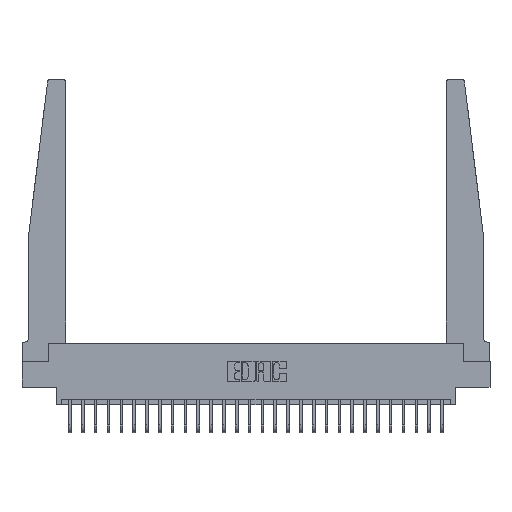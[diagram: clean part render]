
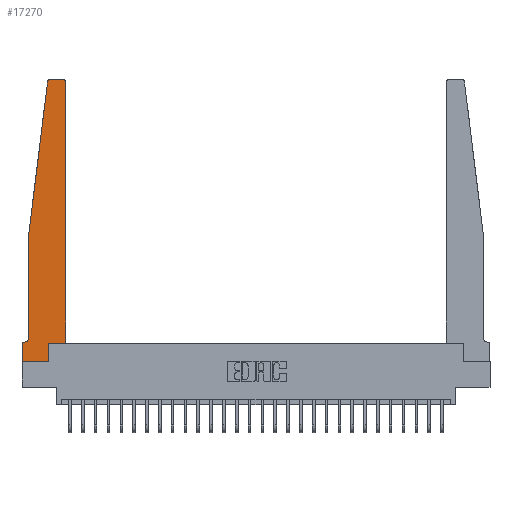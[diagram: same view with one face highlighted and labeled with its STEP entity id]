
A CAD part, top view. The second image highlights one B-rep face of the part: STEP entity #17270.
In plain terms, the highlighted planar face has unit normal (0, 0, 1).
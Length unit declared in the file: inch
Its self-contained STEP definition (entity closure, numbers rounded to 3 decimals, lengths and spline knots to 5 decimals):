
#146 = DIRECTION ( 'NONE',  ( 1., 0., 0. ) ) ;
#462 = VECTOR ( 'NONE', #28313, 39.37008 ) ;
#902 = EDGE_CURVE ( 'NONE', #5781, #6620, #13155, .T. ) ;
#1052 = EDGE_LOOP ( 'NONE', ( #6584, #17345, #12893, #3739, #14139, #24753, #5452, #16740, #21425, #12820, #12681, #10436 ) ) ;
#1057 = LINE ( 'NONE', #22992, #22187 ) ;
#1119 = DIRECTION ( 'NONE',  ( 1., 0., 0. ) ) ;
#1229 = DIRECTION ( 'NONE',  ( 0., -1., 0. ) ) ;
#2387 = EDGE_CURVE ( 'NONE', #6620, #16955, #17333, .T. ) ;
#2826 = CARTESIAN_POINT ( 'NONE',  ( 0., 0., 0.37 ) ) ;
#2904 = DIRECTION ( 'NONE',  ( -1., 0., 0. ) ) ;
#3326 = VERTEX_POINT ( 'NONE', #4358 ) ;
#3358 = LINE ( 'NONE', #7680, #9146 ) ;
#3739 = ORIENTED_EDGE ( 'NONE', *, *, #16031, .T. ) ;
#3824 = CARTESIAN_POINT ( 'NONE',  ( 0.065, 0.2375, 0.37 ) ) ;
#4086 = VERTEX_POINT ( 'NONE', #3824 ) ;
#4358 = CARTESIAN_POINT ( 'NONE',  ( 0.27653, 2.75, 0.37 ) ) ;
#4420 = EDGE_CURVE ( 'NONE', #13606, #5413, #20584, .T. ) ;
#4427 = CARTESIAN_POINT ( 'NONE',  ( 0., 0., 0.37 ) ) ;
#5413 = VERTEX_POINT ( 'NONE', #24772 ) ;
#5452 = ORIENTED_EDGE ( 'NONE', *, *, #902, .T. ) ;
#5745 = VECTOR ( 'NONE', #24136, 39.37008 ) ;
#5781 = VERTEX_POINT ( 'NONE', #14273 ) ;
#6492 = CARTESIAN_POINT ( 'NONE',  ( 0.425, 0.18, 0.37 ) ) ;
#6584 = ORIENTED_EDGE ( 'NONE', *, *, #13438, .T. ) ;
#6619 = VERTEX_POINT ( 'NONE', #11289 ) ;
#6620 = VERTEX_POINT ( 'NONE', #23813 ) ;
#7415 = CARTESIAN_POINT ( 'NONE',  ( 0.27653, 2.72, 0.37 ) ) ;
#7445 = CARTESIAN_POINT ( 'NONE',  ( 0.2605, 0.18, 0.37 ) ) ;
#7487 = EDGE_CURVE ( 'NONE', #7729, #6619, #17529, .T. ) ;
#7538 = VERTEX_POINT ( 'NONE', #23712 ) ;
#7680 = CARTESIAN_POINT ( 'NONE',  ( 0.065, 1.25, 0.37 ) ) ;
#7729 = VERTEX_POINT ( 'NONE', #20401 ) ;
#7737 = VECTOR ( 'NONE', #19763, 39.37008 ) ;
#8301 = VECTOR ( 'NONE', #146, 39.37008 ) ;
#8734 = CARTESIAN_POINT ( 'NONE',  ( 0.25, 2.75, 0.37 ) ) ;
#9146 = VECTOR ( 'NONE', #1229, 39.37008 ) ;
#9973 = CIRCLE ( 'NONE', #27854, 0.03 ) ;
#10436 = ORIENTED_EDGE ( 'NONE', *, *, #14482, .T. ) ;
#10900 = VECTOR ( 'NONE', #26479, 39.37008 ) ;
#11013 = LINE ( 'NONE', #8734, #7737 ) ;
#11162 = DIRECTION ( 'NONE',  ( 1., 0., 0. ) ) ;
#11289 = CARTESIAN_POINT ( 'NONE',  ( 0.425, 2.72, 0.37 ) ) ;
#11358 = EDGE_CURVE ( 'NONE', #4086, #7538, #19923, .T. ) ;
#11669 = EDGE_CURVE ( 'NONE', #11748, #7729, #21939, .T. ) ;
#11748 = VERTEX_POINT ( 'NONE', #7445 ) ;
#12105 = DIRECTION ( 'NONE',  ( -1., 0., 0. ) ) ;
#12643 = VECTOR ( 'NONE', #11162, 39.37008 ) ;
#12681 = ORIENTED_EDGE ( 'NONE', *, *, #7487, .T. ) ;
#12820 = ORIENTED_EDGE ( 'NONE', *, *, #11669, .T. ) ;
#12893 = ORIENTED_EDGE ( 'NONE', *, *, #4420, .T. ) ;
#13155 = LINE ( 'NONE', #2826, #10900 ) ;
#13438 = EDGE_CURVE ( 'NONE', #22785, #3326, #11013, .T. ) ;
#13606 = VERTEX_POINT ( 'NONE', #24951 ) ;
#14139 = ORIENTED_EDGE ( 'NONE', *, *, #11358, .T. ) ;
#14273 = CARTESIAN_POINT ( 'NONE',  ( 0., 0.1875, 0.37 ) ) ;
#14482 = EDGE_CURVE ( 'NONE', #6619, #22785, #9973, .T. ) ;
#14881 = AXIS2_PLACEMENT_3D ( 'NONE', #24701, #17964, #2904 ) ;
#15719 = CARTESIAN_POINT ( 'NONE',  ( 0.065, 1.25, 0.37 ) ) ;
#16031 = EDGE_CURVE ( 'NONE', #5413, #4086, #3358, .T. ) ;
#16263 = EDGE_CURVE ( 'NONE', #16955, #11748, #27745, .T. ) ;
#16740 = ORIENTED_EDGE ( 'NONE', *, *, #2387, .T. ) ;
#16874 = DIRECTION ( 'NONE',  ( 1., 0., 0. ) ) ;
#16955 = VERTEX_POINT ( 'NONE', #19348 ) ;
#17264 = CARTESIAN_POINT ( 'NONE',  ( 0.2605, 0.18, 0.37 ) ) ;
#17270 = ADVANCED_FACE ( 'NONE', ( #18466 ), #25208, .T. ) ;
#17333 = LINE ( 'NONE', #4427, #12643 ) ;
#17345 = ORIENTED_EDGE ( 'NONE', *, *, #26932, .T. ) ;
#17529 = LINE ( 'NONE', #6492, #5745 ) ;
#17964 = DIRECTION ( 'NONE',  ( 0., 0., -1. ) ) ;
#18426 = DIRECTION ( 'NONE',  ( -0.122, -0.992, 0. ) ) ;
#18466 = FACE_OUTER_BOUND ( 'NONE', #1052, .T. ) ;
#18791 = VECTOR ( 'NONE', #18426, 39.37008 ) ;
#19348 = CARTESIAN_POINT ( 'NONE',  ( 0.2605, 0., 0.37 ) ) ;
#19763 = DIRECTION ( 'NONE',  ( -1., 0., 0. ) ) ;
#19923 = CIRCLE ( 'NONE', #14881, 0.05 ) ;
#20195 = DIRECTION ( 'NONE',  ( 0., 0., 1. ) ) ;
#20297 = CIRCLE ( 'NONE', #25760, 0.03 ) ;
#20401 = CARTESIAN_POINT ( 'NONE',  ( 0.425, 0.18, 0.37 ) ) ;
#20584 = LINE ( 'NONE', #15719, #18791 ) ;
#20760 = CARTESIAN_POINT ( 'NONE',  ( 0., 0.1875, 0.37 ) ) ;
#21425 = ORIENTED_EDGE ( 'NONE', *, *, #16263, .T. ) ;
#21819 = CARTESIAN_POINT ( 'NONE',  ( 0.395, 2.75, 0.37 ) ) ;
#21939 = LINE ( 'NONE', #26100, #8301 ) ;
#22187 = VECTOR ( 'NONE', #12105, 39.37008 ) ;
#22785 = VERTEX_POINT ( 'NONE', #21819 ) ;
#22914 = AXIS2_PLACEMENT_3D ( 'NONE', #20760, #27216, #1119 ) ;
#22992 = CARTESIAN_POINT ( 'NONE',  ( 0.065, 0.1875, 0.37 ) ) ;
#23712 = CARTESIAN_POINT ( 'NONE',  ( 0.015, 0.1875, 0.37 ) ) ;
#23723 = EDGE_CURVE ( 'NONE', #7538, #5781, #1057, .T. ) ;
#23813 = CARTESIAN_POINT ( 'NONE',  ( 0., 0., 0.37 ) ) ;
#24136 = DIRECTION ( 'NONE',  ( 0., 1., 0. ) ) ;
#24701 = CARTESIAN_POINT ( 'NONE',  ( 0.015, 0.2375, 0.37 ) ) ;
#24753 = ORIENTED_EDGE ( 'NONE', *, *, #23723, .T. ) ;
#24772 = CARTESIAN_POINT ( 'NONE',  ( 0.065, 1.25, 0.37 ) ) ;
#24951 = CARTESIAN_POINT ( 'NONE',  ( 0.24675, 2.72367, 0.37 ) ) ;
#25208 = PLANE ( 'NONE',  #22914 ) ;
#25616 = CARTESIAN_POINT ( 'NONE',  ( 0.395, 2.72, 0.37 ) ) ;
#25760 = AXIS2_PLACEMENT_3D ( 'NONE', #7415, #20195, #27058 ) ;
#26100 = CARTESIAN_POINT ( 'NONE',  ( 0.425, 0.18, 0.37 ) ) ;
#26181 = DIRECTION ( 'NONE',  ( 0., 0., 1. ) ) ;
#26479 = DIRECTION ( 'NONE',  ( 0., -1., 0. ) ) ;
#26932 = EDGE_CURVE ( 'NONE', #3326, #13606, #20297, .T. ) ;
#27058 = DIRECTION ( 'NONE',  ( 1., 0., 0. ) ) ;
#27216 = DIRECTION ( 'NONE',  ( 0., 0., 1. ) ) ;
#27745 = LINE ( 'NONE', #17264, #462 ) ;
#27854 = AXIS2_PLACEMENT_3D ( 'NONE', #25616, #26181, #16874 ) ;
#28313 = DIRECTION ( 'NONE',  ( 0., 1., 0. ) ) ;
